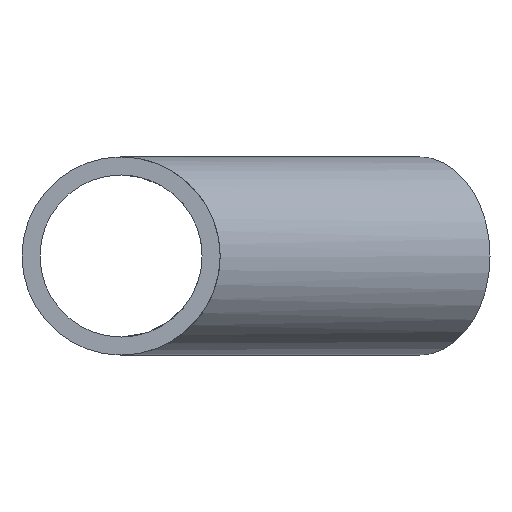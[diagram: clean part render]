
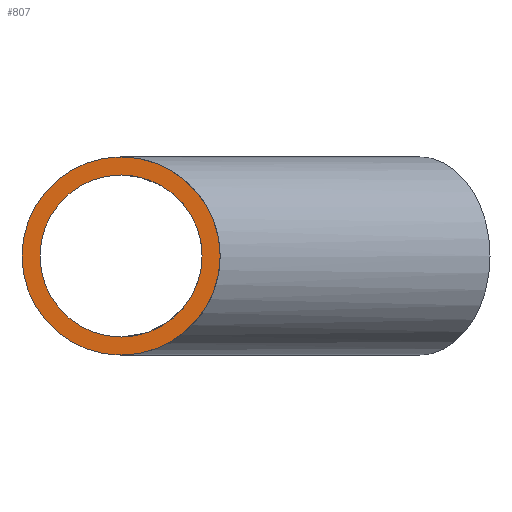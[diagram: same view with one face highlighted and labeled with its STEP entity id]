
A CAD part, front view. The second image highlights one B-rep face of the part: STEP entity #807.
In plain terms, the highlighted planar face has unit normal (0, -1, 0).
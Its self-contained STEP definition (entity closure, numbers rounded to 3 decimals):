
#353=CARTESIAN_POINT('',(-92.,-215.,0.));
#354=VERTEX_POINT('',#353);
#361=CARTESIAN_POINT('',(0.,-215.,0.));
#362=DIRECTION('',(0.,1.,0.));
#363=DIRECTION('',(1.,0.,0.));
#364=AXIS2_PLACEMENT_3D('',#361,#362,#363);
#365=CIRCLE('',#364,92.);
#366=EDGE_CURVE('',#354,#354,#365,.T.);
#745=CARTESIAN_POINT('',(-112.5,-215.,0.));
#746=VERTEX_POINT('',#745);
#753=CARTESIAN_POINT('',(112.5,-215.,0.));
#754=VERTEX_POINT('',#753);
#755=CARTESIAN_POINT('',(0.,-215.,0.));
#756=DIRECTION('',(0.,1.,0.));
#757=DIRECTION('',(1.,0.,0.));
#758=AXIS2_PLACEMENT_3D('',#755,#756,#757);
#759=CIRCLE('',#758,112.5);
#760=EDGE_CURVE('',#746,#754,#759,.T.);
#762=EDGE_CURVE('',#754,#746,#759,.T.);
#795=ORIENTED_EDGE('',*,*,#762,.F.);
#796=ORIENTED_EDGE('',*,*,#760,.F.);
#797=EDGE_LOOP('',(#795,#796));
#798=FACE_OUTER_BOUND('',#797,.T.);
#799=ORIENTED_EDGE('',*,*,#366,.T.);
#800=EDGE_LOOP('',(#799));
#801=FACE_BOUND('',#800,.T.);
#802=CARTESIAN_POINT('',(0.,-215.,0.));
#803=DIRECTION('',(0.,1.,0.));
#804=DIRECTION('',(0.,0.,1.));
#805=AXIS2_PLACEMENT_3D('',#802,#803,#804);
#806=PLANE('',#805);
#807=ADVANCED_FACE('',(#798,#801),#806,.F.);
